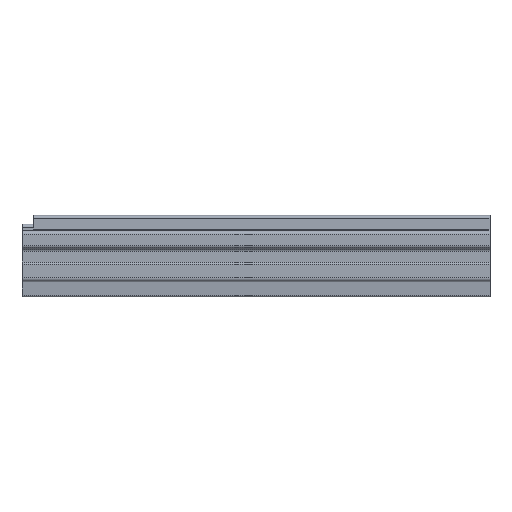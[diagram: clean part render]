
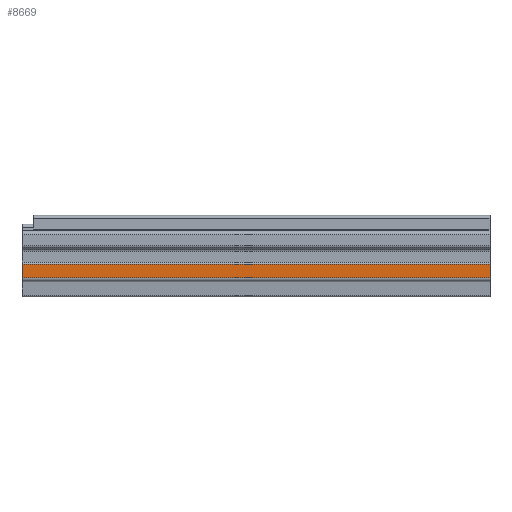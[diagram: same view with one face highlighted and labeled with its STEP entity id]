
A CAD part, left-side view. The second image highlights one B-rep face of the part: STEP entity #8669.
In plain terms, the highlighted planar face has unit normal (-1, 0, 0).
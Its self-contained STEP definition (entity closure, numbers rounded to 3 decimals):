
#400=DIRECTION('',(0.,1.,0.));
#401=VECTOR('',#400,61.);
#402=CARTESIAN_POINT('',(-6.25,-59.5,-1.057));
#403=LINE('',#402,#401);
#404=DIRECTION('',(0.,1.,0.));
#405=VECTOR('',#404,61.);
#406=CARTESIAN_POINT('',(-6.25,-59.5,-2.85));
#407=LINE('',#406,#405);
#3644=DIRECTION('',(0.,0.,1.));
#3645=VECTOR('',#3644,1.793);
#3646=CARTESIAN_POINT('',(-6.25,-59.5,-2.85));
#3647=LINE('',#3646,#3645);
#5088=DIRECTION('',(0.,0.,1.));
#5089=VECTOR('',#5088,1.793);
#5090=CARTESIAN_POINT('',(-6.25,1.5,-2.85));
#5091=LINE('',#5090,#5089);
#6487=CARTESIAN_POINT('',(-6.25,-59.5,-2.85));
#6488=VERTEX_POINT('',#6487);
#6489=CARTESIAN_POINT('',(-6.25,-59.5,-1.057));
#6490=VERTEX_POINT('',#6489);
#8249=CARTESIAN_POINT('',(-6.25,1.5,-2.85));
#8250=VERTEX_POINT('',#8249);
#8251=CARTESIAN_POINT('',(-6.25,1.5,-1.057));
#8252=VERTEX_POINT('',#8251);
#8655=CARTESIAN_POINT('',(-6.25,0.,-2.85));
#8656=DIRECTION('',(-1.,0.,0.));
#8657=DIRECTION('',(0.,0.,1.));
#8658=AXIS2_PLACEMENT_3D('',#8655,#8656,#8657);
#8659=PLANE('',#8658);
#8661=ORIENTED_EDGE('',*,*,#8660,.T.);
#8663=ORIENTED_EDGE('',*,*,#8662,.T.);
#8664=ORIENTED_EDGE('',*,*,#8645,.F.);
#8666=ORIENTED_EDGE('',*,*,#8665,.F.);
#8667=EDGE_LOOP('',(#8661,#8663,#8664,#8666));
#8668=FACE_OUTER_BOUND('',#8667,.F.);
#8669=ADVANCED_FACE('',(#8668),#8659,.T.);
#8645=EDGE_CURVE('',#6490,#8252,#403,.T.);
#8660=EDGE_CURVE('',#6488,#8250,#407,.T.);
#8662=EDGE_CURVE('',#8250,#8252,#5091,.T.);
#8665=EDGE_CURVE('',#6488,#6490,#3647,.T.);
